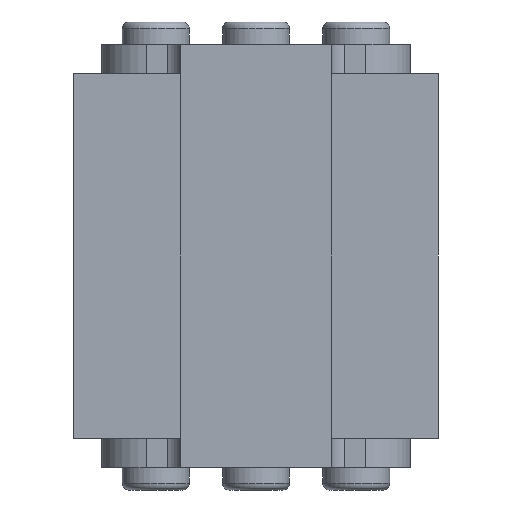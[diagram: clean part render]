
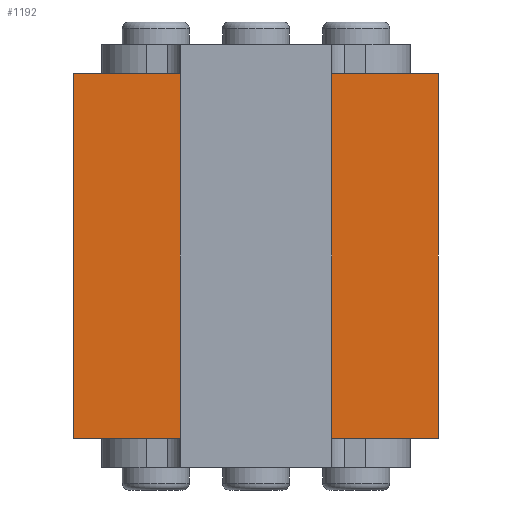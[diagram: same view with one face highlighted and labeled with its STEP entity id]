
A CAD part, left-side view. The second image highlights one B-rep face of the part: STEP entity #1192.
In plain terms, the highlighted planar face has unit normal (-1, 0, 0).
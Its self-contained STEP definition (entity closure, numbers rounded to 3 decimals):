
#86=PLANE('',#1303);
#125=FACE_OUTER_BOUND('',#202,.T.);
#202=EDGE_LOOP('',(#863,#864,#865,#866));
#292=LINE('',#1891,#376);
#295=LINE('',#1896,#379);
#297=LINE('',#1901,#381);
#298=LINE('',#1903,#382);
#376=VECTOR('',#1484,10.);
#379=VECTOR('',#1489,10.);
#381=VECTOR('',#1495,10.);
#382=VECTOR('',#1498,10.);
#549=VERTEX_POINT('',#1888);
#550=VERTEX_POINT('',#1890);
#551=VERTEX_POINT('',#1894);
#552=VERTEX_POINT('',#1899);
#664=EDGE_CURVE('',#549,#550,#292,.T.);
#667=EDGE_CURVE('',#551,#549,#295,.T.);
#669=EDGE_CURVE('',#552,#551,#297,.T.);
#670=EDGE_CURVE('',#552,#550,#298,.T.);
#863=ORIENTED_EDGE('',*,*,#670,.T.);
#864=ORIENTED_EDGE('',*,*,#664,.F.);
#865=ORIENTED_EDGE('',*,*,#667,.F.);
#866=ORIENTED_EDGE('',*,*,#669,.F.);
#1192=ADVANCED_FACE('',(#125),#86,.T.);
#1303=AXIS2_PLACEMENT_3D('',#1904,#1499,#1500);
#1484=DIRECTION('',(0.,-1.,0.));
#1489=DIRECTION('',(0.,0.,1.));
#1495=DIRECTION('',(0.,1.,0.));
#1498=DIRECTION('',(0.,0.,1.));
#1499=DIRECTION('center_axis',(-1.,0.,0.));
#1500=DIRECTION('ref_axis',(0.,-1.,0.));
#1888=CARTESIAN_POINT('',(0.,10.9,10.9));
#1890=CARTESIAN_POINT('',(0.,-10.9,10.9));
#1891=CARTESIAN_POINT('',(0.,10.9,10.9));
#1894=CARTESIAN_POINT('',(0.,10.9,-10.9));
#1896=CARTESIAN_POINT('',(0.,10.9,0.));
#1899=CARTESIAN_POINT('',(0.,-10.9,-10.9));
#1901=CARTESIAN_POINT('',(0.,10.9,-10.9));
#1903=CARTESIAN_POINT('',(0.,-10.9,0.));
#1904=CARTESIAN_POINT('Origin',(0.,10.9,0.));
